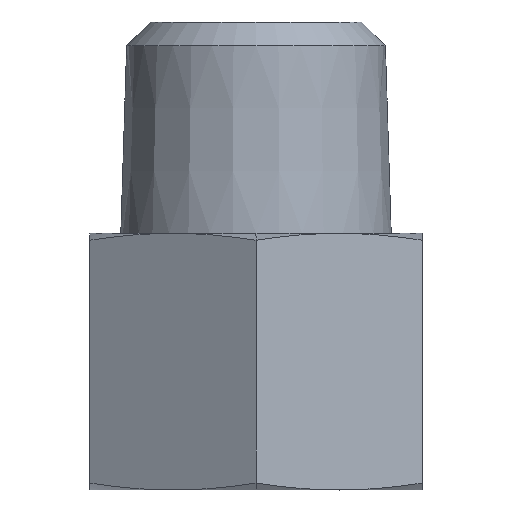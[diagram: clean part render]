
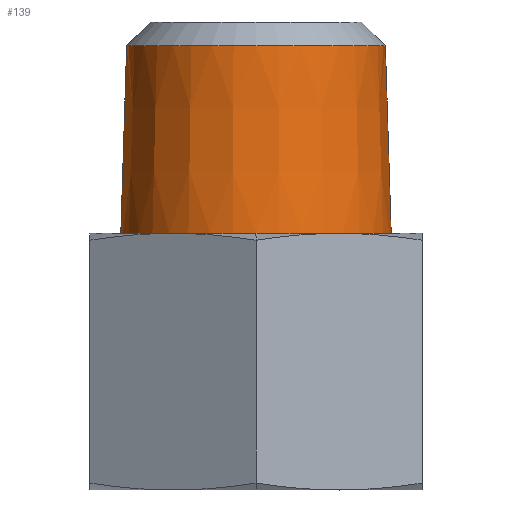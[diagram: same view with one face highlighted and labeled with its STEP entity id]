
A CAD part, front view. The second image highlights one B-rep face of the part: STEP entity #139.
In plain terms, the highlighted conical face has half-angle 1.78 degrees and reference radius 8.762 mm.
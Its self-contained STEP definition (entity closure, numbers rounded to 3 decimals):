
#139=ADVANCED_FACE('',(#279),#280,.T.);
#279=FACE_OUTER_BOUND('',#416,.T.);
#280=CONICAL_SURFACE('',#417,8.763,0.031);
#416=EDGE_LOOP('',(#731,#732,#733,#734));
#417=AXIS2_PLACEMENT_3D('',#735,#736,#737);
#731=ORIENTED_EDGE('',*,*,#879,.F.);
#732=ORIENTED_EDGE('',*,*,#791,.F.);
#733=ORIENTED_EDGE('',*,*,#880,.F.);
#734=ORIENTED_EDGE('',*,*,#824,.T.);
#735=CARTESIAN_POINT('',(0.0,0.0,6.21));
#736=DIRECTION('',(0.0,-0.0,-1.0));
#737=DIRECTION('',(1.0,0.0,0.0));
#791=EDGE_CURVE('',#926,#922,#928,.T.);
#824=EDGE_CURVE('',#984,#983,#986,.T.);
#879=EDGE_CURVE('',#922,#983,#1060,.T.);
#880=EDGE_CURVE('',#984,#926,#1061,.T.);
#922=VERTEX_POINT('',#1107);
#926=VERTEX_POINT('',#1112);
#928=CIRCLE('',#1115,8.57);
#983=VERTEX_POINT('',#1212);
#984=VERTEX_POINT('',#1213);
#986=CIRCLE('',#1215,8.956);
#1060=LINE('',#1454,#1455);
#1061=LINE('',#1456,#1457);
#1107=CARTESIAN_POINT('',(8.57,0.,12.42));
#1112=CARTESIAN_POINT('',(-8.57,0.0,12.42));
#1115=AXIS2_PLACEMENT_3D('',#1537,#1538,#1539);
#1212=CARTESIAN_POINT('',(8.956,0.0,0.));
#1213=CARTESIAN_POINT('',(-8.956,0.,0.));
#1215=AXIS2_PLACEMENT_3D('',#1597,#1598,#1599);
#1454=CARTESIAN_POINT('',(8.763,0.,6.21));
#1455=VECTOR('',#1639,1.0);
#1456=CARTESIAN_POINT('',(-8.763,0.,6.21));
#1457=VECTOR('',#1640,1.0);
#1537=CARTESIAN_POINT('',(0.0,0.0,12.42));
#1538=DIRECTION('',(0.0,0.0,1.0));
#1539=DIRECTION('',(1.0,0.0,0.0));
#1597=CARTESIAN_POINT('',(0.0,0.0,0.));
#1598=DIRECTION('',(0.0,0.0,1.0));
#1599=DIRECTION('',(1.0,0.0,0.0));
#1639=DIRECTION('',(0.031,0.,-1.));
#1640=DIRECTION('',(0.031,0.,1.));
